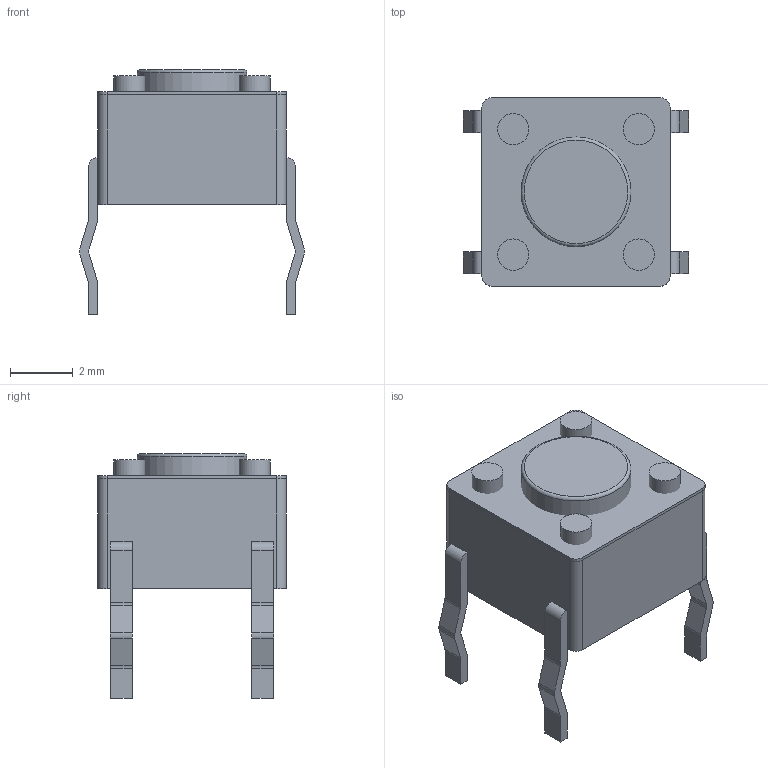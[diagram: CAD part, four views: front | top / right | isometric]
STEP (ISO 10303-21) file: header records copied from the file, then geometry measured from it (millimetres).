
FILE_DESCRIPTION(('FreeCAD Model'),'2;1');
FILE_NAME('SW_PUSH_6mm_h4.3mm.step','2016-10-28T08:22:52',('Author'),( ''),'Open CASCADE STEP processor 6.8','FreeCAD','Unknown');
FILE_SCHEMA(('AUTOMOTIVE_DESIGN_CC2 { 1 2 10303 214 -1 1 5 4 }'));
Length unit declared in the file: millimetre
Products named in the file (11): ASSEMBLY; Pad002; Pad003; Pad005; Pad004; Fillet001; Fillet002; Fillet003; Fillet004; Fillet005; Fillet006
Assembly tree (10 placements, depth 2):
  ASSEMBLY
    Pad002
    Pad003
    Pad005
    Pad004
    Fillet001
    Fillet002
    Fillet003
    Fillet004
    Fillet005
    Fillet006
Bounding box: 7.17 x 6 x 7.8 mm (x, y, z)
Surface area: 901.9 mm2
Topology: 10 solids, 10 shells, 147 faces, 365 edges, 243 vertices
Faces by surface type: plane 89, cylinder 57, torus 1
Full cylindrical faces by diameter (mm): 1 x4, 3.5 x1
Entity records: 9614 total; most frequent: CARTESIAN_POINT 1918, DIRECTION 1455, LINE 863, VECTOR 863, ORIENTED_EDGE 730, PCURVE 730, DEFINITIONAL_REPRESENTATION 730, EDGE_CURVE 365
